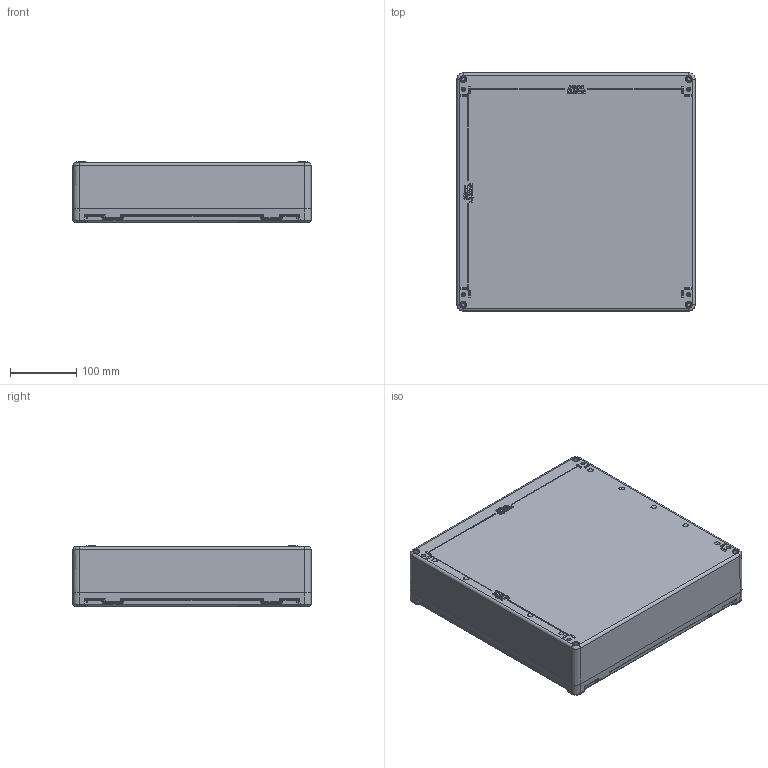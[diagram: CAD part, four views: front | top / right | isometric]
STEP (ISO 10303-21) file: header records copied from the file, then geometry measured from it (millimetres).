
FILE_DESCRIPTION (( 'STEP AP214' ), '1' );
FILE_NAME ('DU14144W.STEP', '2019-07-09T19:01:58', ( '' ), ( '' ), 'SwSTEP 2.0', 'SolidWorks 2018', '' );
FILE_SCHEMA (( 'AUTOMOTIVE_DESIGN' ));
Length unit declared in the file: inch
Products named in the file (1): DU14144W
Bounding box: 360 x 360 x 91 mm (x, y, z)
Volume: 2214298.3 mm3; surface area: 823127.7 mm2
Topology: 21 solids, 21 shells, 1677 faces, 4211 edges, 2641 vertices
Faces by surface type: plane 733, bspline 496, cylinder 254, cone 182, torus 12
Full cylindrical faces by diameter (mm): 4.917 x14, 5.2 x4, 5.4 x4, 6 x14, 7 x4, 7.4 x14, 8 x4, 9.5 x4
Entity records: 67741 total; most frequent: CARTESIAN_POINT 32635, ORIENTED_EDGE 7812, DIRECTION 5567, EDGE_CURVE 3906, VERTEX_POINT 2572, EDGE_LOOP 1996, VECTOR 1963, LINE 1963
